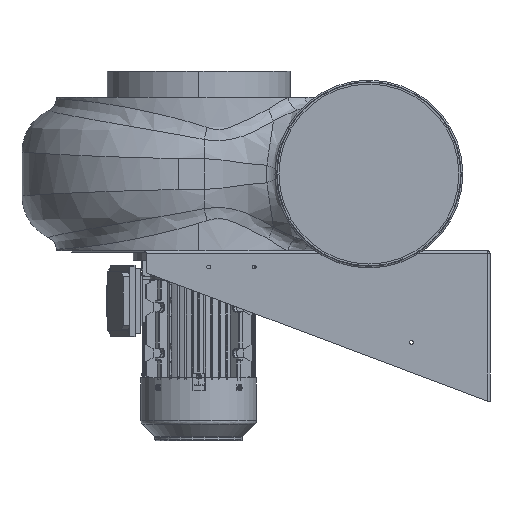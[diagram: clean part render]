
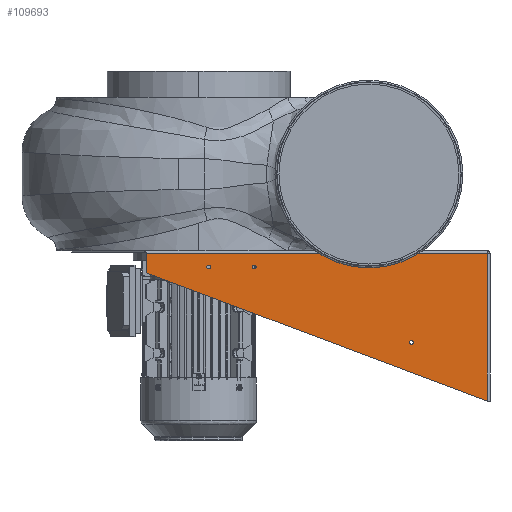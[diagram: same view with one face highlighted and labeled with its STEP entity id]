
A CAD part, left-side view. The second image highlights one B-rep face of the part: STEP entity #109693.
In plain terms, the highlighted face is planar.
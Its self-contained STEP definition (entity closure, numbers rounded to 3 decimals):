
#1848 = ORIENTED_EDGE ( 'NONE', *, *, #27340, .F. ) ;
#2198 = DIRECTION ( 'NONE',  ( 0., 0., -1. ) ) ;
#3479 = CARTESIAN_POINT ( 'NONE',  ( 195., 0., 0. ) ) ;
#5770 = CIRCLE ( 'NONE', #120260, 3. ) ;
#6411 = LINE ( 'NONE', #97339, #114718 ) ;
#6845 = EDGE_CURVE ( 'NONE', #55625, #68793, #109704, .T. ) ;
#8568 = DIRECTION ( 'NONE',  ( 0., 0., -1. ) ) ;
#9026 = ORIENTED_EDGE ( 'NONE', *, *, #111155, .F. ) ;
#9509 = EDGE_LOOP ( 'NONE', ( #82737, #46579 ) ) ;
#10063 = DIRECTION ( 'NONE',  ( 0., 0., -1. ) ) ;
#14602 = CARTESIAN_POINT ( 'NONE',  ( 195., -29.4, 25. ) ) ;
#15150 = ORIENTED_EDGE ( 'NONE', *, *, #6845, .T. ) ;
#17005 = AXIS2_PLACEMENT_3D ( 'NONE', #14602, #96243, #55093 ) ;
#17130 = CARTESIAN_POINT ( 'NONE',  ( 195., -455.4, 230. ) ) ;
#19116 = CIRCLE ( 'NONE', #17005, 3. ) ;
#19404 = DIRECTION ( 'NONE',  ( 0., 0., -1. ) ) ;
#20666 = AXIS2_PLACEMENT_3D ( 'NONE', #110138, #49044, #8568 ) ;
#21360 = CARTESIAN_POINT ( 'NONE',  ( 195., -29.4, 25. ) ) ;
#21470 = ORIENTED_EDGE ( 'NONE', *, *, #24120, .F. ) ;
#22062 = FACE_BOUND ( 'NONE', #115846, .T. ) ;
#22711 = DIRECTION ( 'NONE',  ( 1., 0., 0. ) ) ;
#23603 = CARTESIAN_POINT ( 'NONE',  ( 195., -99.4, 22. ) ) ;
#24120 = EDGE_CURVE ( 'NONE', #55625, #100987, #78411, .T. ) ;
#24481 = EDGE_CURVE ( 'NONE', #57551, #100987, #6411, .T. ) ;
#24594 = EDGE_LOOP ( 'NONE', ( #9026, #1848 ) ) ;
#26103 = CARTESIAN_POINT ( 'NONE',  ( 195., 65.371, 31.924 ) ) ;
#27289 = CARTESIAN_POINT ( 'NONE',  ( 195., 65.371, 3. ) ) ;
#27340 = EDGE_CURVE ( 'NONE', #61329, #129097, #5770, .T. ) ;
#31094 = CARTESIAN_POINT ( 'NONE',  ( 195., -339.4, 140. ) ) ;
#38326 = CARTESIAN_POINT ( 'NONE',  ( 195., -339.4, 137. ) ) ;
#38815 = DIRECTION ( 'NONE',  ( 0., 0., -1. ) ) ;
#39320 = DIRECTION ( 'NONE',  ( 0., 0.936, -0.352 ) ) ;
#39443 = AXIS2_PLACEMENT_3D ( 'NONE', #31094, #114067, #41711 ) ;
#41711 = DIRECTION ( 'NONE',  ( 0., 0., -1. ) ) ;
#42052 = VECTOR ( 'NONE', #38815, 1000. ) ;
#43299 = FACE_OUTER_BOUND ( 'NONE', #69997, .T. ) ;
#46029 = VECTOR ( 'NONE', #39320, 1000. ) ;
#46443 = EDGE_CURVE ( 'NONE', #68616, #128011, #52107, .T. ) ;
#46579 = ORIENTED_EDGE ( 'NONE', *, *, #122850, .F. ) ;
#46819 = VECTOR ( 'NONE', #121998, 1000. ) ;
#47864 = ORIENTED_EDGE ( 'NONE', *, *, #67100, .F. ) ;
#48290 = CIRCLE ( 'NONE', #122532, 3. ) ;
#48604 = EDGE_CURVE ( 'NONE', #52618, #68793, #109702, .T. ) ;
#49044 = DIRECTION ( 'NONE',  ( 1., 0., 0. ) ) ;
#50286 = CIRCLE ( 'NONE', #111818, 3. ) ;
#52107 = CIRCLE ( 'NONE', #39443, 3. ) ;
#52618 = VERTEX_POINT ( 'NONE', #17130 ) ;
#55093 = DIRECTION ( 'NONE',  ( 0., 0., -1. ) ) ;
#55625 = VERTEX_POINT ( 'NONE', #26103 ) ;
#56268 = CARTESIAN_POINT ( 'NONE',  ( 195., 65.371, 4. ) ) ;
#57501 = DIRECTION ( 'NONE',  ( 0., 1., 0. ) ) ;
#57551 = VERTEX_POINT ( 'NONE', #127040 ) ;
#58690 = CARTESIAN_POINT ( 'NONE',  ( 195., -455.4, 230. ) ) ;
#61329 = VERTEX_POINT ( 'NONE', #76469 ) ;
#61550 = DIRECTION ( 'NONE',  ( 1., 0., 0. ) ) ;
#64339 = VERTEX_POINT ( 'NONE', #87750 ) ;
#67100 = EDGE_CURVE ( 'NONE', #111817, #64339, #19116, .T. ) ;
#68616 = VERTEX_POINT ( 'NONE', #38326 ) ;
#68793 = VERTEX_POINT ( 'NONE', #69162 ) ;
#69162 = CARTESIAN_POINT ( 'NONE',  ( 195., 63.428, 34.731 ) ) ;
#69408 = AXIS2_PLACEMENT_3D ( 'NONE', #82775, #61550, #102695 ) ;
#69997 = EDGE_LOOP ( 'NONE', ( #21470, #15150, #111813, #86291, #102995 ) ) ;
#71119 = DIRECTION ( 'NONE',  ( 1., 0., 0. ) ) ;
#76299 = ORIENTED_EDGE ( 'NONE', *, *, #122125, .F. ) ;
#76469 = CARTESIAN_POINT ( 'NONE',  ( 195., -99.4, 28. ) ) ;
#78411 = LINE ( 'NONE', #27289, #46819 ) ;
#82737 = ORIENTED_EDGE ( 'NONE', *, *, #46443, .F. ) ;
#82775 = CARTESIAN_POINT ( 'NONE',  ( 195., 62.371, 31.924 ) ) ;
#84346 = CARTESIAN_POINT ( 'NONE',  ( 195., -29.4, 28. ) ) ;
#86291 = ORIENTED_EDGE ( 'NONE', *, *, #125699, .T. ) ;
#87750 = CARTESIAN_POINT ( 'NONE',  ( 195., -29.4, 22. ) ) ;
#90440 = CARTESIAN_POINT ( 'NONE',  ( 195., -339.4, 140. ) ) ;
#94417 = FACE_BOUND ( 'NONE', #24594, .T. ) ;
#96243 = DIRECTION ( 'NONE',  ( 1., 0., 0. ) ) ;
#97339 = CARTESIAN_POINT ( 'NONE',  ( 195., 0., 4. ) ) ;
#99741 = DIRECTION ( 'NONE',  ( 1., 0., 0. ) ) ;
#100415 = DIRECTION ( 'NONE',  ( 0., 0., -1. ) ) ;
#100987 = VERTEX_POINT ( 'NONE', #56268 ) ;
#101026 = CARTESIAN_POINT ( 'NONE',  ( 195., -99.4, 25. ) ) ;
#102695 = DIRECTION ( 'NONE',  ( 0., 0., -1. ) ) ;
#102995 = ORIENTED_EDGE ( 'NONE', *, *, #24481, .T. ) ;
#109163 = LINE ( 'NONE', #58690, #42052 ) ;
#109693 = ADVANCED_FACE ( 'NONE', ( #22062, #94417, #113670, #43299 ), #122339, .T. ) ;
#109702 = LINE ( 'NONE', #120315, #46029 ) ;
#109704 = CIRCLE ( 'NONE', #69408, 3. ) ;
#110138 = CARTESIAN_POINT ( 'NONE',  ( 195., -99.4, 25. ) ) ;
#111155 = EDGE_CURVE ( 'NONE', #129097, #61329, #118185, .T. ) ;
#111813 = ORIENTED_EDGE ( 'NONE', *, *, #48604, .F. ) ;
#111817 = VERTEX_POINT ( 'NONE', #84346 ) ;
#111818 = AXIS2_PLACEMENT_3D ( 'NONE', #21360, #99741, #19404 ) ;
#113670 = FACE_BOUND ( 'NONE', #9509, .T. ) ;
#114067 = DIRECTION ( 'NONE',  ( 1., 0., 0. ) ) ;
#114718 = VECTOR ( 'NONE', #57501, 1000. ) ;
#115846 = EDGE_LOOP ( 'NONE', ( #76299, #47864 ) ) ;
#118185 = CIRCLE ( 'NONE', #20666, 3. ) ;
#120260 = AXIS2_PLACEMENT_3D ( 'NONE', #101026, #71119, #10063 ) ;
#120315 = CARTESIAN_POINT ( 'NONE',  ( 195., 19.32, 51.332 ) ) ;
#120985 = DIRECTION ( 'NONE',  ( 1., 0., 0. ) ) ;
#121943 = CARTESIAN_POINT ( 'NONE',  ( 195., -339.4, 143. ) ) ;
#121998 = DIRECTION ( 'NONE',  ( 0., 0., -1. ) ) ;
#122125 = EDGE_CURVE ( 'NONE', #64339, #111817, #50286, .T. ) ;
#122339 = PLANE ( 'NONE',  #124348 ) ;
#122532 = AXIS2_PLACEMENT_3D ( 'NONE', #90440, #120985, #100415 ) ;
#122850 = EDGE_CURVE ( 'NONE', #128011, #68616, #48290, .T. ) ;
#124348 = AXIS2_PLACEMENT_3D ( 'NONE', #3479, #22711, #2198 ) ;
#125699 = EDGE_CURVE ( 'NONE', #52618, #57551, #109163, .T. ) ;
#127040 = CARTESIAN_POINT ( 'NONE',  ( 195., -455.4, 4. ) ) ;
#128011 = VERTEX_POINT ( 'NONE', #121943 ) ;
#129097 = VERTEX_POINT ( 'NONE', #23603 ) ;
